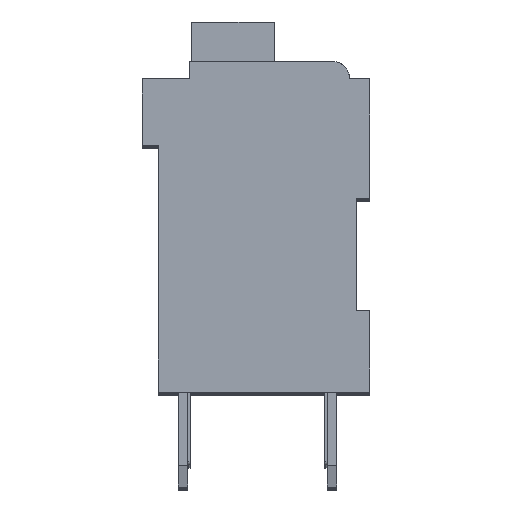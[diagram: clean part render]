
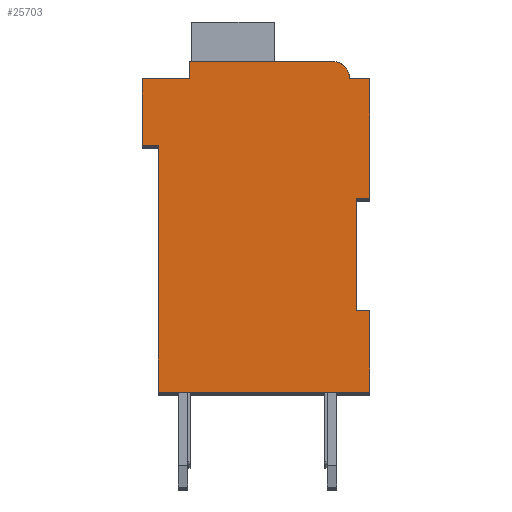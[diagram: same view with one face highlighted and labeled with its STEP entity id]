
A CAD part, top view. The second image highlights one B-rep face of the part: STEP entity #25703.
In plain terms, the highlighted planar face has unit normal (0, 0, 1).
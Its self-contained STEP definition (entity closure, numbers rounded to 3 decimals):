
#6190=DIRECTION('',(1.,0.,0.));
#6191=VECTOR('',#6190,0.5);
#6192=CARTESIAN_POINT('',(7.3,7.15,2.1));
#6193=LINE('',#6192,#6191);
#6194=DIRECTION('',(0.,1.,0.));
#6195=VECTOR('',#6194,4.15);
#6196=CARTESIAN_POINT('',(7.3,3.,2.1));
#6197=LINE('',#6196,#6195);
#6198=DIRECTION('',(-1.,0.,0.));
#6199=VECTOR('',#6198,0.5);
#6200=CARTESIAN_POINT('',(7.8,3.,2.1));
#6201=LINE('',#6200,#6199);
#6202=DIRECTION('',(0.,1.,0.));
#6203=VECTOR('',#6202,3.);
#6204=CARTESIAN_POINT('',(7.8,0.,2.1));
#6205=LINE('',#6204,#6203);
#6206=DIRECTION('',(1.,0.,0.));
#6207=VECTOR('',#6206,7.8);
#6208=CARTESIAN_POINT('',(0.,0.,2.1));
#6209=LINE('',#6208,#6207);
#6210=DIRECTION('',(0.,-1.,0.));
#6211=VECTOR('',#6210,9.1);
#6212=CARTESIAN_POINT('',(0.,9.1,2.1));
#6213=LINE('',#6212,#6211);
#6214=DIRECTION('',(1.,0.,0.));
#6215=VECTOR('',#6214,0.6);
#6216=CARTESIAN_POINT('',(-0.6,9.1,2.1));
#6217=LINE('',#6216,#6215);
#6218=DIRECTION('',(0.,-1.,0.));
#6219=VECTOR('',#6218,2.45);
#6220=CARTESIAN_POINT('',(-0.6,11.55,2.1));
#6221=LINE('',#6220,#6219);
#6222=DIRECTION('',(-1.,0.,0.));
#6223=VECTOR('',#6222,1.75);
#6224=CARTESIAN_POINT('',(1.15,11.55,2.1));
#6225=LINE('',#6224,#6223);
#6226=DIRECTION('',(0.,-1.,0.));
#6227=VECTOR('',#6226,0.65);
#6228=CARTESIAN_POINT('',(1.15,12.2,2.1));
#6229=LINE('',#6228,#6227);
#6230=DIRECTION('',(-1.,0.,0.));
#6231=VECTOR('',#6230,5.25);
#6232=CARTESIAN_POINT('',(6.4,12.2,2.1));
#6233=LINE('',#6232,#6231);
#6234=CARTESIAN_POINT('',(6.4,11.55,2.1));
#6235=DIRECTION('',(0.,0.,1.));
#6236=DIRECTION('',(1.,0.,0.));
#6237=AXIS2_PLACEMENT_3D('',#6234,#6235,#6236);
#6239=DIRECTION('',(-1.,0.,0.));
#6240=VECTOR('',#6239,0.75);
#6241=CARTESIAN_POINT('',(7.8,11.55,2.1));
#6242=LINE('',#6241,#6240);
#6243=DIRECTION('',(0.,1.,0.));
#6244=VECTOR('',#6243,4.4);
#6245=CARTESIAN_POINT('',(7.8,7.15,2.1));
#6246=LINE('',#6245,#6244);
#14927=CARTESIAN_POINT('',(7.3,7.15,2.1));
#14928=CARTESIAN_POINT('',(7.8,7.15,2.1));
#14929=VERTEX_POINT('',#14927);
#14930=VERTEX_POINT('',#14928);
#14931=CARTESIAN_POINT('',(7.8,11.55,2.1));
#14932=VERTEX_POINT('',#14931);
#14933=CARTESIAN_POINT('',(7.05,11.55,2.1));
#14934=VERTEX_POINT('',#14933);
#14935=CARTESIAN_POINT('',(6.4,12.2,2.1));
#14936=VERTEX_POINT('',#14935);
#14937=CARTESIAN_POINT('',(1.15,12.2,2.1));
#14938=VERTEX_POINT('',#14937);
#14939=CARTESIAN_POINT('',(1.15,11.55,2.1));
#14940=VERTEX_POINT('',#14939);
#14941=CARTESIAN_POINT('',(-0.6,11.55,2.1));
#14942=VERTEX_POINT('',#14941);
#14943=CARTESIAN_POINT('',(-0.6,9.1,2.1));
#14944=VERTEX_POINT('',#14943);
#14945=CARTESIAN_POINT('',(0.,9.1,2.1));
#14946=VERTEX_POINT('',#14945);
#14947=CARTESIAN_POINT('',(0.,0.,2.1));
#14948=VERTEX_POINT('',#14947);
#14949=CARTESIAN_POINT('',(7.8,0.,2.1));
#14950=VERTEX_POINT('',#14949);
#14951=CARTESIAN_POINT('',(7.8,3.,2.1));
#14952=VERTEX_POINT('',#14951);
#14953=CARTESIAN_POINT('',(7.3,3.,2.1));
#14954=VERTEX_POINT('',#14953);
#25682=CARTESIAN_POINT('',(0.,0.,2.1));
#25683=DIRECTION('',(0.,0.,1.));
#25684=DIRECTION('',(1.,0.,0.));
#25685=AXIS2_PLACEMENT_3D('',#25682,#25683,#25684);
#25686=PLANE('',#25685);
#25687=ORIENTED_EDGE('',*,*,#19656,.F.);
#25688=ORIENTED_EDGE('',*,*,#20366,.F.);
#25689=ORIENTED_EDGE('',*,*,#20942,.F.);
#25690=ORIENTED_EDGE('',*,*,#21327,.F.);
#25691=ORIENTED_EDGE('',*,*,#21776,.F.);
#25692=ORIENTED_EDGE('',*,*,#22373,.F.);
#25693=ORIENTED_EDGE('',*,*,#23004,.F.);
#25694=ORIENTED_EDGE('',*,*,#23238,.F.);
#25695=ORIENTED_EDGE('',*,*,#23591,.F.);
#25696=ORIENTED_EDGE('',*,*,#24272,.F.);
#25697=ORIENTED_EDGE('',*,*,#24806,.F.);
#25698=ORIENTED_EDGE('',*,*,#23642,.F.);
#25699=ORIENTED_EDGE('',*,*,#24083,.F.);
#25700=ORIENTED_EDGE('',*,*,#20261,.F.);
#25701=EDGE_LOOP('',(#25687,#25688,#25689,#25690,#25691,#25692,#25693,#25694,
#25695,#25696,#25697,#25698,#25699,#25700));
#25702=FACE_OUTER_BOUND('',#25701,.F.);
#6238=CIRCLE('',#6237,0.65);
#19656=EDGE_CURVE('',#14929,#14930,#6193,.T.);
#20261=EDGE_CURVE('',#14930,#14932,#6246,.T.);
#20366=EDGE_CURVE('',#14954,#14929,#6197,.T.);
#20942=EDGE_CURVE('',#14952,#14954,#6201,.T.);
#21327=EDGE_CURVE('',#14950,#14952,#6205,.T.);
#21776=EDGE_CURVE('',#14948,#14950,#6209,.T.);
#22373=EDGE_CURVE('',#14946,#14948,#6213,.T.);
#23004=EDGE_CURVE('',#14944,#14946,#6217,.T.);
#23238=EDGE_CURVE('',#14942,#14944,#6221,.T.);
#23591=EDGE_CURVE('',#14940,#14942,#6225,.T.);
#23642=EDGE_CURVE('',#14934,#14936,#6238,.T.);
#24083=EDGE_CURVE('',#14932,#14934,#6242,.T.);
#24272=EDGE_CURVE('',#14938,#14940,#6229,.T.);
#24806=EDGE_CURVE('',#14936,#14938,#6233,.T.);
#25703=ADVANCED_FACE('',(#25702),#25686,.T.);
